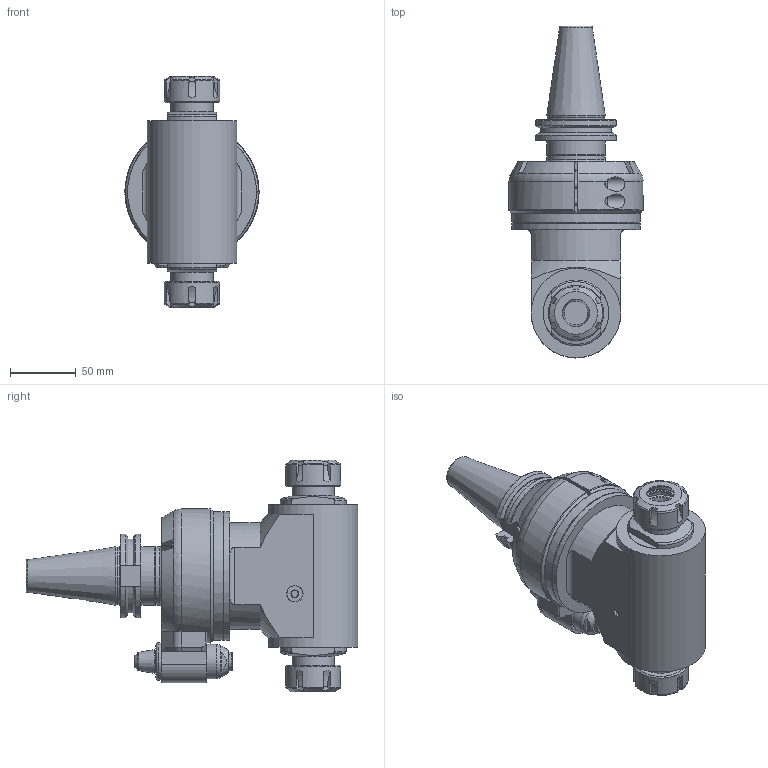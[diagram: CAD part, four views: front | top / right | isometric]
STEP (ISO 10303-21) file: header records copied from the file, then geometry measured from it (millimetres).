
FILE_DESCRIPTION(/* description */ (''),/* implementation_level */ '2;1');
FILE_NAME(/* name */ '9.FL9.1600D-1C40.stp',/* time_stamp */ '2025-10-03T13:34:04-04:00',/* author */ ('jkrenzer'),/* organization */ (''),/* preprocessor_version */ 'ST-DEVELOPER v18.1',/* originating_system */ 'Autodesk Inventor 2022',/* authorisation */ '');
FILE_SCHEMA (('AUTOMOTIVE_DESIGN { 1 0 10303 214 3 1 1 }'));
Length unit declared in the file: millimetre
Products named in the file (3): 9.FL9.1600D-1C40; 9_GA15C_446  (Type 1, Cat40, 65mm, conical) ; 9_FL9_16_2U0
Assembly tree (2 placements, depth 2):
  9.FL9.1600D-1C40
    9_GA15C_446  (Type 1, Cat40, 65mm, conical) 
    9_FL9_16_2U0
Bounding box: 102 x 252.25 x 176 mm (x, y, z)
Volume: 1082100.8 mm3; surface area: 182341 mm2
Topology: 27 solids, 38 shells, 804 faces, 1944 edges, 1264 vertices
Faces by surface type: plane 349, cylinder 218, cone 166, torus 57, sphere 8, bspline 6
Full cylindrical faces by diameter (mm): 2.5 x2, 2.6 x2, 3 x1, 3.2 x4, 3.3 x4, 4 x4, 4.2 x8, 5 x13, 6 x15, 6.5 x2, 6.75 x2, 7 x2, 8 x6, 8.4 x1, 8.821 x1, 9 x2, 9.2 x1, 9.525 x1, 10 x6, 10.25 x1, 10.4 x2, 10.6 x1, 11 x2, 11.8 x1, 12 x4, 12.5 x2, 12.6 x1, 12.8 x1, 13 x1, 13.376 x1
Entity records: 54055 total; most frequent: CARTESIAN_POINT 35173, DIRECTION 4011, ORIENTED_EDGE 3812, EDGE_CURVE 1917, AXIS2_PLACEMENT_3D 1594, VERTEX_POINT 1264, EDGE_LOOP 941, LINE 823
